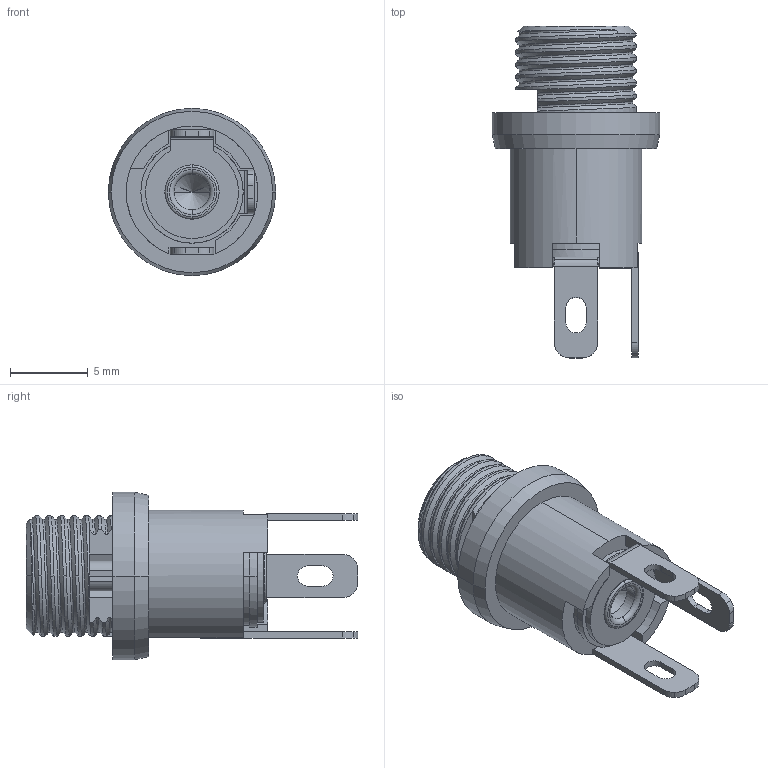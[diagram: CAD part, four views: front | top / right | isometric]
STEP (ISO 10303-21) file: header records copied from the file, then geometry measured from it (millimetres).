
FILE_DESCRIPTION (( 'STEP AP214' ), '1' );
FILE_NAME ('FC681521.STEP', '2023-06-16T03:01:48', ( '' ), ( '' ), 'SwSTEP 2.0', 'SolidWorks 2021', '' );
FILE_SCHEMA (( 'AUTOMOTIVE_DESIGN' ));
Length unit declared in the file: millimetre
Products named in the file (1): FC681521
Bounding box: 10.8 x 21.4 x 10.8 mm (x, y, z)
Volume: 623.9 mm3; surface area: 1031.3 mm2
Topology: 1 solids, 1 shells, 133 faces, 373 edges, 245 vertices
Faces by surface type: cylinder 62, plane 50, bspline 11, cone 6, torus 4
Entity records: 6214 total; most frequent: CARTESIAN_POINT 2537, ORIENTED_EDGE 742, DIRECTION 689, EDGE_CURVE 371, AXIS2_PLACEMENT_3D 255, VERTEX_POINT 245, VECTOR 179, LINE 179
